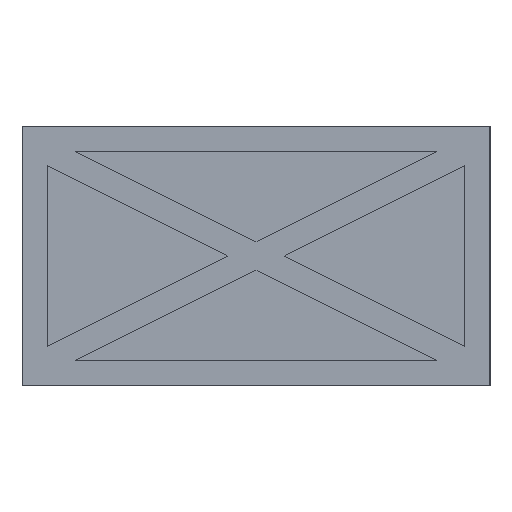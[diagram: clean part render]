
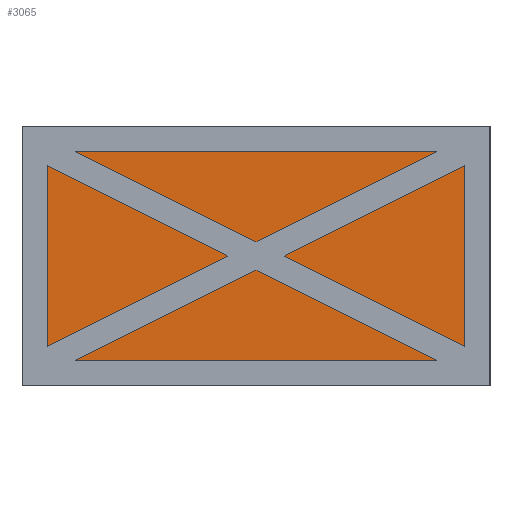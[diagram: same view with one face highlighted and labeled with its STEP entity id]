
A CAD part, left-side view. The second image highlights one B-rep face of the part: STEP entity #3065.
In plain terms, the highlighted planar face has unit normal (-1, 0, 0).
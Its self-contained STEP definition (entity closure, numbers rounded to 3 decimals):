
#10 = VECTOR ( 'NONE', #4178, 1000. ) ;
#14 = DIRECTION ( 'NONE',  ( 0., 0., 1. ) ) ;
#57 = LINE ( 'NONE', #3462, #10 ) ;
#78 = LINE ( 'NONE', #2295, #4721 ) ;
#112 = VERTEX_POINT ( 'NONE', #3394 ) ;
#166 = VECTOR ( 'NONE', #4658, 1000. ) ;
#315 = VECTOR ( 'NONE', #2915, 1000. ) ;
#468 = ORIENTED_EDGE ( 'NONE', *, *, #1927, .T. ) ;
#469 = VERTEX_POINT ( 'NONE', #969 ) ;
#471 = VECTOR ( 'NONE', #3043, 1000. ) ;
#486 = DIRECTION ( 'NONE',  ( 0., 0., -1. ) ) ;
#541 = ORIENTED_EDGE ( 'NONE', *, *, #2524, .F. ) ;
#610 = FACE_OUTER_BOUND ( 'NONE', #1194, .T. ) ;
#618 = ORIENTED_EDGE ( 'NONE', *, *, #967, .F. ) ;
#636 = DIRECTION ( 'NONE',  ( 0., -1., 0. ) ) ;
#659 = ORIENTED_EDGE ( 'NONE', *, *, #1074, .T. ) ;
#781 = VECTOR ( 'NONE', #1586, 1000. ) ;
#789 = AXIS2_PLACEMENT_3D ( 'NONE', #1738, #3932, #1439 ) ;
#792 = CARTESIAN_POINT ( 'NONE',  ( -13., 56., 0. ) ) ;
#811 = CARTESIAN_POINT ( 'NONE',  ( -13., 3., 0. ) ) ;
#932 = CARTESIAN_POINT ( 'NONE',  ( -13., 49.646, 12.5 ) ) ;
#934 = LINE ( 'NONE', #3190, #3744 ) ;
#939 = DIRECTION ( 'NONE',  ( 0., -1., 0. ) ) ;
#967 = EDGE_CURVE ( 'NONE', #1809, #1203, #4765, .T. ) ;
#969 = CARTESIAN_POINT ( 'NONE',  ( -13., 3., -12.5 ) ) ;
#1022 = CARTESIAN_POINT ( 'NONE',  ( -13., 6.354, 15.5 ) ) ;
#1061 = ORIENTED_EDGE ( 'NONE', *, *, #3567, .F. ) ;
#1074 = EDGE_CURVE ( 'NONE', #1888, #469, #3423, .T. ) ;
#1083 = EDGE_CURVE ( 'NONE', #1809, #2251, #4803, .T. ) ;
#1161 = CARTESIAN_POINT ( 'NONE',  ( -13., 3., -10.379 ) ) ;
#1168 = LINE ( 'NONE', #811, #471 ) ;
#1170 = VECTOR ( 'NONE', #939, 1000. ) ;
#1187 = ORIENTED_EDGE ( 'NONE', *, *, #1292, .T. ) ;
#1194 = EDGE_LOOP ( 'NONE', ( #4218, #3058, #1908, #1187, #659, #4649, #3447, #468, #541, #2707, #618, #2361, #4545, #3565, #4317, #1061 ) ) ;
#1196 = EDGE_CURVE ( 'NONE', #1203, #4749, #4586, .T. ) ;
#1203 = VERTEX_POINT ( 'NONE', #3807 ) ;
#1269 = EDGE_CURVE ( 'NONE', #2870, #1305, #1736, .T. ) ;
#1292 = EDGE_CURVE ( 'NONE', #112, #1888, #1387, .T. ) ;
#1300 = LINE ( 'NONE', #1350, #1170 ) ;
#1305 = VERTEX_POINT ( 'NONE', #3598 ) ;
#1316 = EDGE_CURVE ( 'NONE', #2801, #2122, #4735, .T. ) ;
#1350 = CARTESIAN_POINT ( 'NONE',  ( -13., 3., 10.379 ) ) ;
#1366 = DIRECTION ( 'NONE',  ( 0., 0., 1. ) ) ;
#1374 = EDGE_CURVE ( 'NONE', #112, #3129, #3981, .T. ) ;
#1387 = LINE ( 'NONE', #3184, #2337 ) ;
#1439 = DIRECTION ( 'NONE',  ( 0., 0., -1. ) ) ;
#1586 = DIRECTION ( 'NONE',  ( 0., -1., 0. ) ) ;
#1620 = CARTESIAN_POINT ( 'NONE',  ( -13., 0., -10.379 ) ) ;
#1657 = VERTEX_POINT ( 'NONE', #2018 ) ;
#1736 = LINE ( 'NONE', #2869, #315 ) ;
#1738 = CARTESIAN_POINT ( 'NONE',  ( -13., 56., 0. ) ) ;
#1809 = VERTEX_POINT ( 'NONE', #3765 ) ;
#1850 = CARTESIAN_POINT ( 'NONE',  ( -13., 49.646, -15.5 ) ) ;
#1870 = VECTOR ( 'NONE', #4687, 1000. ) ;
#1888 = VERTEX_POINT ( 'NONE', #4538 ) ;
#1908 = ORIENTED_EDGE ( 'NONE', *, *, #1374, .F. ) ;
#1925 = DIRECTION ( 'NONE',  ( 0., 0., 1. ) ) ;
#1927 = EDGE_CURVE ( 'NONE', #2122, #1657, #78, .T. ) ;
#1973 = VECTOR ( 'NONE', #2921, 1000. ) ;
#2018 = CARTESIAN_POINT ( 'NONE',  ( -13., 0., 10.379 ) ) ;
#2098 = LINE ( 'NONE', #2169, #3283 ) ;
#2122 = VERTEX_POINT ( 'NONE', #1620 ) ;
#2124 = CARTESIAN_POINT ( 'NONE',  ( -13., 0., -15.5 ) ) ;
#2159 = EDGE_CURVE ( 'NONE', #3129, #2795, #57, .T. ) ;
#2169 = CARTESIAN_POINT ( 'NONE',  ( -13., 56., 12.5 ) ) ;
#2171 = LINE ( 'NONE', #3626, #1973 ) ;
#2238 = DIRECTION ( 'NONE',  ( 0., 0., 1. ) ) ;
#2251 = VERTEX_POINT ( 'NONE', #1022 ) ;
#2260 = VECTOR ( 'NONE', #486, 1000. ) ;
#2295 = CARTESIAN_POINT ( 'NONE',  ( -13., 0., 0. ) ) ;
#2337 = VECTOR ( 'NONE', #1366, 1000. ) ;
#2361 = ORIENTED_EDGE ( 'NONE', *, *, #1083, .T. ) ;
#2405 = EDGE_CURVE ( 'NONE', #2801, #469, #1168, .T. ) ;
#2419 = DIRECTION ( 'NONE',  ( 0., -1., 0. ) ) ;
#2524 = EDGE_CURVE ( 'NONE', #4749, #1657, #1300, .T. ) ;
#2655 = VECTOR ( 'NONE', #14, 1000. ) ;
#2707 = ORIENTED_EDGE ( 'NONE', *, *, #1196, .F. ) ;
#2795 = VERTEX_POINT ( 'NONE', #2987 ) ;
#2801 = VERTEX_POINT ( 'NONE', #1161 ) ;
#2869 = CARTESIAN_POINT ( 'NONE',  ( -13., 49.646, -15.5 ) ) ;
#2870 = VERTEX_POINT ( 'NONE', #932 ) ;
#2895 = CARTESIAN_POINT ( 'NONE',  ( -13., 3., -10.379 ) ) ;
#2915 = DIRECTION ( 'NONE',  ( 0., 0., 1. ) ) ;
#2921 = DIRECTION ( 'NONE',  ( 0., 1., 0. ) ) ;
#2940 = DIRECTION ( 'NONE',  ( 0., -1., 0. ) ) ;
#2953 = VECTOR ( 'NONE', #2238, 1000. ) ;
#2987 = CARTESIAN_POINT ( 'NONE',  ( -13., 49.646, -12.5 ) ) ;
#2988 = CARTESIAN_POINT ( 'NONE',  ( -13., 56., -12.5 ) ) ;
#2999 = EDGE_CURVE ( 'NONE', #3942, #2870, #2098, .T. ) ;
#3043 = DIRECTION ( 'NONE',  ( 0., 0., -1. ) ) ;
#3058 = ORIENTED_EDGE ( 'NONE', *, *, #2159, .F. ) ;
#3065 = ADVANCED_FACE ( 'NONE', ( #610 ), #3643, .F. ) ;
#3129 = VERTEX_POINT ( 'NONE', #1850 ) ;
#3184 = CARTESIAN_POINT ( 'NONE',  ( -13., 6.354, -15.5 ) ) ;
#3190 = CARTESIAN_POINT ( 'NONE',  ( -13., 56., -12.5 ) ) ;
#3243 = CARTESIAN_POINT ( 'NONE',  ( -13., 3., 10.379 ) ) ;
#3244 = CARTESIAN_POINT ( 'NONE',  ( -13., 56., 12.5 ) ) ;
#3283 = VECTOR ( 'NONE', #636, 1000. ) ;
#3394 = CARTESIAN_POINT ( 'NONE',  ( -13., 6.354, -15.5 ) ) ;
#3423 = LINE ( 'NONE', #3691, #781 ) ;
#3447 = ORIENTED_EDGE ( 'NONE', *, *, #1316, .T. ) ;
#3462 = CARTESIAN_POINT ( 'NONE',  ( -13., 49.646, -15.5 ) ) ;
#3565 = ORIENTED_EDGE ( 'NONE', *, *, #1269, .F. ) ;
#3567 = EDGE_CURVE ( 'NONE', #4473, #3942, #4045, .T. ) ;
#3598 = CARTESIAN_POINT ( 'NONE',  ( -13., 49.646, 15.5 ) ) ;
#3626 = CARTESIAN_POINT ( 'NONE',  ( -13., 0., 15.5 ) ) ;
#3643 = PLANE ( 'NONE',  #789 ) ;
#3691 = CARTESIAN_POINT ( 'NONE',  ( -13., 56., -12.5 ) ) ;
#3744 = VECTOR ( 'NONE', #2419, 1000. ) ;
#3765 = CARTESIAN_POINT ( 'NONE',  ( -13., 6.354, 12.5 ) ) ;
#3807 = CARTESIAN_POINT ( 'NONE',  ( -13., 3., 12.5 ) ) ;
#3932 = DIRECTION ( 'NONE',  ( 1., 0., 0. ) ) ;
#3942 = VERTEX_POINT ( 'NONE', #4335 ) ;
#3981 = LINE ( 'NONE', #2124, #166 ) ;
#4045 = LINE ( 'NONE', #792, #2655 ) ;
#4073 = CARTESIAN_POINT ( 'NONE',  ( -13., 6.354, -15.5 ) ) ;
#4178 = DIRECTION ( 'NONE',  ( 0., 0., 1. ) ) ;
#4218 = ORIENTED_EDGE ( 'NONE', *, *, #4680, .T. ) ;
#4317 = ORIENTED_EDGE ( 'NONE', *, *, #2999, .F. ) ;
#4335 = CARTESIAN_POINT ( 'NONE',  ( -13., 56., 12.5 ) ) ;
#4473 = VERTEX_POINT ( 'NONE', #2988 ) ;
#4532 = CARTESIAN_POINT ( 'NONE',  ( -13., 3., 0. ) ) ;
#4538 = CARTESIAN_POINT ( 'NONE',  ( -13., 6.354, -12.5 ) ) ;
#4545 = ORIENTED_EDGE ( 'NONE', *, *, #4728, .T. ) ;
#4586 = LINE ( 'NONE', #4532, #2260 ) ;
#4649 = ORIENTED_EDGE ( 'NONE', *, *, #2405, .F. ) ;
#4650 = VECTOR ( 'NONE', #2940, 1000. ) ;
#4658 = DIRECTION ( 'NONE',  ( 0., 1., 0. ) ) ;
#4680 = EDGE_CURVE ( 'NONE', #4473, #2795, #934, .T. ) ;
#4687 = DIRECTION ( 'NONE',  ( 0., -1., 0. ) ) ;
#4721 = VECTOR ( 'NONE', #1925, 1000. ) ;
#4728 = EDGE_CURVE ( 'NONE', #2251, #1305, #2171, .T. ) ;
#4735 = LINE ( 'NONE', #2895, #1870 ) ;
#4749 = VERTEX_POINT ( 'NONE', #3243 ) ;
#4765 = LINE ( 'NONE', #3244, #4650 ) ;
#4803 = LINE ( 'NONE', #4073, #2953 ) ;
